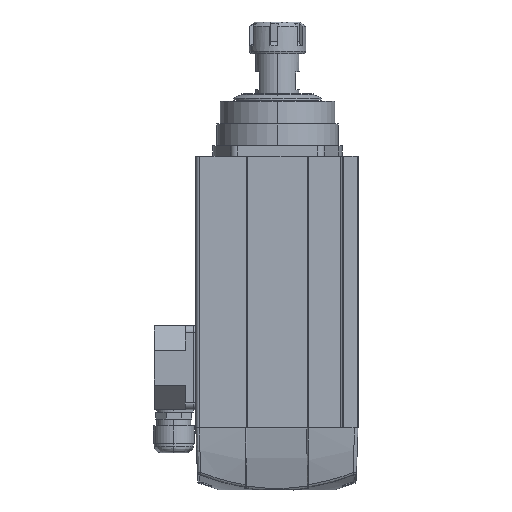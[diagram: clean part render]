
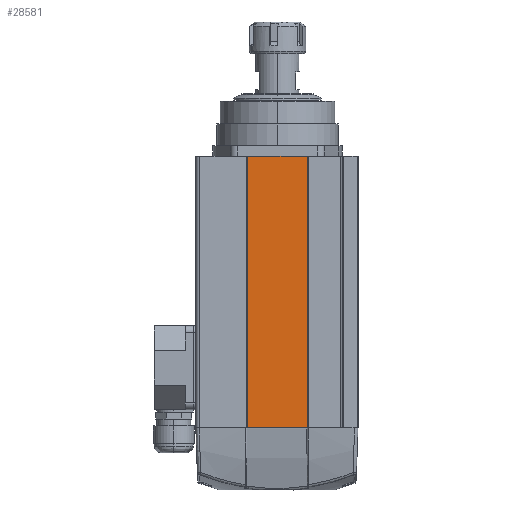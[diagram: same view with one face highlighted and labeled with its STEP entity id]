
A CAD part, left-side view. The second image highlights one B-rep face of the part: STEP entity #28581.
In plain terms, the highlighted planar face has unit normal (-1, 0, 0).
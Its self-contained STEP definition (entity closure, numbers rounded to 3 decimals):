
#143 = PLANE ( 'NONE',  #22963 ) ;
#2004 = CARTESIAN_POINT ( 'NONE',  ( -11214.356, -7631.504, 201. ) ) ;
#2193 = EDGE_CURVE ( 'NONE', #7876, #28103, #18821, .T. ) ;
#2470 = ORIENTED_EDGE ( 'NONE', *, *, #2193, .F. ) ;
#3656 = EDGE_CURVE ( 'NONE', #29114, #28103, #4023, .T. ) ;
#4023 = LINE ( 'NONE', #10602, #29718 ) ;
#5276 = CARTESIAN_POINT ( 'NONE',  ( -11214.356, -7631.504, 201. ) ) ;
#5498 = ORIENTED_EDGE ( 'NONE', *, *, #3656, .T. ) ;
#6713 = DIRECTION ( 'NONE',  ( 0., 0., 1. ) ) ;
#6873 = CARTESIAN_POINT ( 'NONE',  ( -11214.356, -7675.504, 0. ) ) ;
#7533 = CARTESIAN_POINT ( 'NONE',  ( -11214.356, -7675.504, 201. ) ) ;
#7848 = EDGE_CURVE ( 'NONE', #16778, #7876, #25919, .T. ) ;
#7876 = VERTEX_POINT ( 'NONE', #7533 ) ;
#7933 = EDGE_CURVE ( 'NONE', #29114, #16778, #21569, .T. ) ;
#10602 = CARTESIAN_POINT ( 'NONE',  ( -11214.356, -7631.504, 0. ) ) ;
#12293 = DIRECTION ( 'NONE',  ( 0., -1., 0. ) ) ;
#12880 = DIRECTION ( 'NONE',  ( 0., 0., -1. ) ) ;
#14043 = VECTOR ( 'NONE', #6713, 1000. ) ;
#15020 = CARTESIAN_POINT ( 'NONE',  ( -11214.356, -7596.504, 201. ) ) ;
#15438 = DIRECTION ( 'NONE',  ( 0., -1., 0. ) ) ;
#15497 = DIRECTION ( 'NONE',  ( 1., 0., 0. ) ) ;
#16778 = VERTEX_POINT ( 'NONE', #30993 ) ;
#17246 = VECTOR ( 'NONE', #12880, 1000. ) ;
#18139 = ORIENTED_EDGE ( 'NONE', *, *, #7933, .F. ) ;
#18821 = LINE ( 'NONE', #20400, #17246 ) ;
#19203 = VECTOR ( 'NONE', #12293, 1000. ) ;
#20400 = CARTESIAN_POINT ( 'NONE',  ( -11214.356, -7675.504, 201. ) ) ;
#20597 = DIRECTION ( 'NONE',  ( 0., 0., -1. ) ) ;
#21569 = LINE ( 'NONE', #2004, #14043 ) ;
#22963 = AXIS2_PLACEMENT_3D ( 'NONE', #5276, #15497, #20597 ) ;
#25861 = EDGE_LOOP ( 'NONE', ( #2470, #29591, #18139, #5498 ) ) ;
#25919 = LINE ( 'NONE', #15020, #19203 ) ;
#25994 = CARTESIAN_POINT ( 'NONE',  ( -11214.356, -7631.504, 0. ) ) ;
#28103 = VERTEX_POINT ( 'NONE', #6873 ) ;
#28581 = ADVANCED_FACE ( 'NONE', ( #28757 ), #143, .F. ) ;
#28757 = FACE_OUTER_BOUND ( 'NONE', #25861, .T. ) ;
#29114 = VERTEX_POINT ( 'NONE', #25994 ) ;
#29591 = ORIENTED_EDGE ( 'NONE', *, *, #7848, .F. ) ;
#29718 = VECTOR ( 'NONE', #15438, 1000. ) ;
#30993 = CARTESIAN_POINT ( 'NONE',  ( -11214.356, -7631.504, 201. ) ) ;
